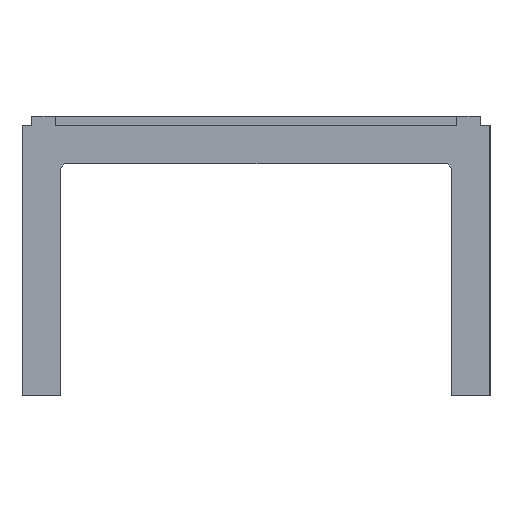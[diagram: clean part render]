
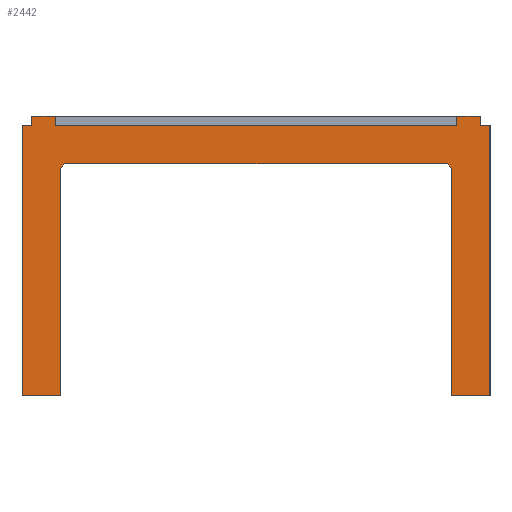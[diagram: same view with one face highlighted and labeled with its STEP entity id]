
A CAD part, left-side view. The second image highlights one B-rep face of the part: STEP entity #2442.
In plain terms, the highlighted planar face has unit normal (-1, 0, 0).
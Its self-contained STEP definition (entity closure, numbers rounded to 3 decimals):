
#174=CARTESIAN_POINT('Line Origine',(-560.,445.,100.)) ;
#178=CARTESIAN_POINT('Vertex',(-560.,470.,100.)) ;
#180=CARTESIAN_POINT('Vertex',(-560.,420.,100.)) ;
#201=CARTESIAN_POINT('Vertex',(-560.,-420.,100.)) ;
#204=CARTESIAN_POINT('Line Origine',(-560.,-445.,100.)) ;
#208=CARTESIAN_POINT('Vertex',(-560.,-470.,100.)) ;
#2309=CARTESIAN_POINT('Axis2P3D Location',(-560.,490.,0.)) ;
#2314=CARTESIAN_POINT('Line Origine',(-560.,-420.,90.)) ;
#2318=CARTESIAN_POINT('Vertex',(-560.,-420.,80.)) ;
#2321=CARTESIAN_POINT('Line Origine',(-560.,0.,80.)) ;
#2325=CARTESIAN_POINT('Vertex',(-560.,420.,80.)) ;
#2328=CARTESIAN_POINT('Line Origine',(-560.,420.,90.)) ;
#2333=CARTESIAN_POINT('Line Origine',(-560.,470.,90.)) ;
#2337=CARTESIAN_POINT('Vertex',(-560.,470.,80.)) ;
#2340=CARTESIAN_POINT('Line Origine',(-560.,480.,80.)) ;
#2344=CARTESIAN_POINT('Vertex',(-560.,490.,80.)) ;
#2347=CARTESIAN_POINT('Line Origine',(-560.,490.,-203.097)) ;
#2351=CARTESIAN_POINT('Vertex',(-560.,490.,-486.193)) ;
#2354=CARTESIAN_POINT('Line Origine',(-560.,450.,-486.193)) ;
#2358=CARTESIAN_POINT('Vertex',(-560.,410.,-486.193)) ;
#2361=CARTESIAN_POINT('Line Origine',(-560.,410.,-248.097)) ;
#2365=CARTESIAN_POINT('Vertex',(-560.,410.,-10.)) ;
#2368=CARTESIAN_POINT('Line Origine',(-560.,405.,-5.)) ;
#2372=CARTESIAN_POINT('Vertex',(-560.,400.,0.)) ;
#2375=CARTESIAN_POINT('Line Origine',(-560.,0.,0.)) ;
#2379=CARTESIAN_POINT('Vertex',(-560.,-400.,0.)) ;
#2382=CARTESIAN_POINT('Line Origine',(-560.,-405.,-5.)) ;
#2386=CARTESIAN_POINT('Vertex',(-560.,-410.,-10.)) ;
#2389=CARTESIAN_POINT('Line Origine',(-560.,-410.,-248.097)) ;
#2393=CARTESIAN_POINT('Vertex',(-560.,-410.,-486.193)) ;
#2396=CARTESIAN_POINT('Line Origine',(-560.,-450.,-486.193)) ;
#2400=CARTESIAN_POINT('Vertex',(-560.,-490.,-486.193)) ;
#2403=CARTESIAN_POINT('Line Origine',(-560.,-490.,-203.097)) ;
#2407=CARTESIAN_POINT('Vertex',(-560.,-490.,80.)) ;
#2410=CARTESIAN_POINT('Line Origine',(-560.,-480.,80.)) ;
#2414=CARTESIAN_POINT('Vertex',(-560.,-470.,80.)) ;
#2417=CARTESIAN_POINT('Line Origine',(-560.,-470.,90.)) ;
#175=DIRECTION('Vector Direction',(0.,1.,0.)) ;
#205=DIRECTION('Vector Direction',(0.,1.,0.)) ;
#2310=DIRECTION('Axis2P3D Direction',(-1.,0.,0.)) ;
#2311=DIRECTION('Axis2P3D XDirection',(0.,-1.,0.)) ;
#2315=DIRECTION('Vector Direction',(0.,0.,1.)) ;
#2322=DIRECTION('Vector Direction',(0.,-1.,0.)) ;
#2329=DIRECTION('Vector Direction',(0.,0.,1.)) ;
#2334=DIRECTION('Vector Direction',(0.,0.,1.)) ;
#2341=DIRECTION('Vector Direction',(0.,-1.,0.)) ;
#2348=DIRECTION('Vector Direction',(0.,0.,1.)) ;
#2355=DIRECTION('Vector Direction',(0.,1.,0.)) ;
#2362=DIRECTION('Vector Direction',(0.,0.,-1.)) ;
#2369=DIRECTION('Vector Direction',(0.,-0.707,0.707)) ;
#2376=DIRECTION('Vector Direction',(0.,-1.,0.)) ;
#2383=DIRECTION('Vector Direction',(0.,0.707,0.707)) ;
#2390=DIRECTION('Vector Direction',(0.,0.,-1.)) ;
#2397=DIRECTION('Vector Direction',(0.,-1.,0.)) ;
#2404=DIRECTION('Vector Direction',(0.,0.,1.)) ;
#2411=DIRECTION('Vector Direction',(0.,-1.,0.)) ;
#2418=DIRECTION('Vector Direction',(0.,0.,1.)) ;
#2312=AXIS2_PLACEMENT_3D('Plane Axis2P3D',#2309,#2310,#2311) ;
#2423=ORIENTED_EDGE('',*,*,#2320,.F.) ;
#2424=ORIENTED_EDGE('',*,*,#2327,.F.) ;
#2425=ORIENTED_EDGE('',*,*,#2332,.T.) ;
#2426=ORIENTED_EDGE('',*,*,#182,.F.) ;
#2427=ORIENTED_EDGE('',*,*,#2339,.F.) ;
#2428=ORIENTED_EDGE('',*,*,#2346,.F.) ;
#2429=ORIENTED_EDGE('',*,*,#2353,.F.) ;
#2430=ORIENTED_EDGE('',*,*,#2360,.F.) ;
#2431=ORIENTED_EDGE('',*,*,#2367,.F.) ;
#2432=ORIENTED_EDGE('',*,*,#2374,.T.) ;
#2433=ORIENTED_EDGE('',*,*,#2381,.T.) ;
#2434=ORIENTED_EDGE('',*,*,#2388,.T.) ;
#2435=ORIENTED_EDGE('',*,*,#2395,.T.) ;
#2436=ORIENTED_EDGE('',*,*,#2402,.T.) ;
#2437=ORIENTED_EDGE('',*,*,#2409,.T.) ;
#2438=ORIENTED_EDGE('',*,*,#2416,.F.) ;
#2439=ORIENTED_EDGE('',*,*,#2421,.T.) ;
#2440=ORIENTED_EDGE('',*,*,#210,.F.) ;
#176=VECTOR('Line Direction',#175,1.) ;
#206=VECTOR('Line Direction',#205,1.) ;
#2316=VECTOR('Line Direction',#2315,1.) ;
#2323=VECTOR('Line Direction',#2322,1.) ;
#2330=VECTOR('Line Direction',#2329,1.) ;
#2335=VECTOR('Line Direction',#2334,1.) ;
#2342=VECTOR('Line Direction',#2341,1.) ;
#2349=VECTOR('Line Direction',#2348,1.) ;
#2356=VECTOR('Line Direction',#2355,1.) ;
#2363=VECTOR('Line Direction',#2362,1.) ;
#2370=VECTOR('Line Direction',#2369,1.) ;
#2377=VECTOR('Line Direction',#2376,1.) ;
#2384=VECTOR('Line Direction',#2383,1.) ;
#2391=VECTOR('Line Direction',#2390,1.) ;
#2398=VECTOR('Line Direction',#2397,1.) ;
#2405=VECTOR('Line Direction',#2404,1.) ;
#2412=VECTOR('Line Direction',#2411,1.) ;
#2419=VECTOR('Line Direction',#2418,1.) ;
#2442=ADVANCED_FACE('',(#2441),#2313,.T.) ;
#182=EDGE_CURVE('',#179,#181,#177,.F.) ;
#210=EDGE_CURVE('',#202,#209,#207,.F.) ;
#2320=EDGE_CURVE('',#2319,#202,#2317,.T.) ;
#2327=EDGE_CURVE('',#2326,#2319,#2324,.T.) ;
#2332=EDGE_CURVE('',#2326,#181,#2331,.T.) ;
#2339=EDGE_CURVE('',#2338,#179,#2336,.T.) ;
#2346=EDGE_CURVE('',#2345,#2338,#2343,.T.) ;
#2353=EDGE_CURVE('',#2352,#2345,#2350,.T.) ;
#2360=EDGE_CURVE('',#2359,#2352,#2357,.T.) ;
#2367=EDGE_CURVE('',#2366,#2359,#2364,.T.) ;
#2374=EDGE_CURVE('',#2366,#2373,#2371,.T.) ;
#2381=EDGE_CURVE('',#2373,#2380,#2378,.T.) ;
#2388=EDGE_CURVE('',#2380,#2387,#2385,.F.) ;
#2395=EDGE_CURVE('',#2387,#2394,#2392,.T.) ;
#2402=EDGE_CURVE('',#2394,#2401,#2399,.T.) ;
#2409=EDGE_CURVE('',#2401,#2408,#2406,.T.) ;
#2416=EDGE_CURVE('',#2415,#2408,#2413,.T.) ;
#2421=EDGE_CURVE('',#2415,#209,#2420,.T.) ;
#2422=EDGE_LOOP('',(#2423,#2424,#2425,#2426,#2427,#2428,#2429,#2430,#2431,#2432,#2433,#2434,#2435,#2436,#2437,#2438,#2439,#2440)) ;
#2441=FACE_OUTER_BOUND('',#2422,.T.) ;
#177=LINE('Line',#174,#176) ;
#207=LINE('Line',#204,#206) ;
#2317=LINE('Line',#2314,#2316) ;
#2324=LINE('Line',#2321,#2323) ;
#2331=LINE('Line',#2328,#2330) ;
#2336=LINE('Line',#2333,#2335) ;
#2343=LINE('Line',#2340,#2342) ;
#2350=LINE('Line',#2347,#2349) ;
#2357=LINE('Line',#2354,#2356) ;
#2364=LINE('Line',#2361,#2363) ;
#2371=LINE('Line',#2368,#2370) ;
#2378=LINE('Line',#2375,#2377) ;
#2385=LINE('Line',#2382,#2384) ;
#2392=LINE('Line',#2389,#2391) ;
#2399=LINE('Line',#2396,#2398) ;
#2406=LINE('Line',#2403,#2405) ;
#2413=LINE('Line',#2410,#2412) ;
#2420=LINE('Line',#2417,#2419) ;
#2313=PLANE('Plane',#2312) ;
#179=VERTEX_POINT('',#178) ;
#181=VERTEX_POINT('',#180) ;
#202=VERTEX_POINT('',#201) ;
#209=VERTEX_POINT('',#208) ;
#2319=VERTEX_POINT('',#2318) ;
#2326=VERTEX_POINT('',#2325) ;
#2338=VERTEX_POINT('',#2337) ;
#2345=VERTEX_POINT('',#2344) ;
#2352=VERTEX_POINT('',#2351) ;
#2359=VERTEX_POINT('',#2358) ;
#2366=VERTEX_POINT('',#2365) ;
#2373=VERTEX_POINT('',#2372) ;
#2380=VERTEX_POINT('',#2379) ;
#2387=VERTEX_POINT('',#2386) ;
#2394=VERTEX_POINT('',#2393) ;
#2401=VERTEX_POINT('',#2400) ;
#2408=VERTEX_POINT('',#2407) ;
#2415=VERTEX_POINT('',#2414) ;
